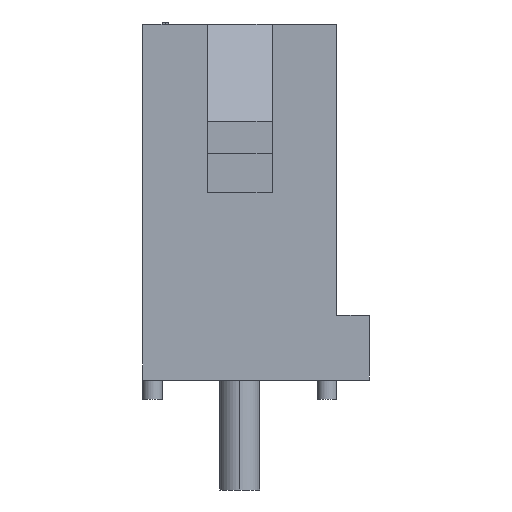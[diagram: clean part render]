
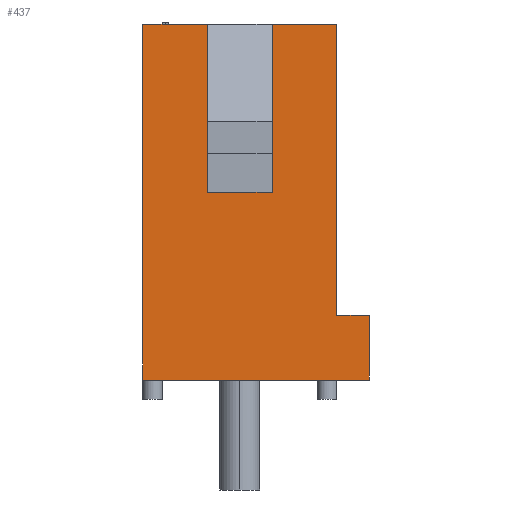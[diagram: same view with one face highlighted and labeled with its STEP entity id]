
A CAD part, left-side view. The second image highlights one B-rep face of the part: STEP entity #437.
In plain terms, the highlighted planar face has unit normal (-1, 0, 0).
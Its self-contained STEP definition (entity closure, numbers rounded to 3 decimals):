
#83=CARTESIAN_POINT('',(-3.81,-3.81,14.732));
#84=VERTEX_POINT('',#83);
#131=CARTESIAN_POINT('',(-3.81,3.81,14.732));
#132=VERTEX_POINT('',#131);
#139=CARTESIAN_POINT('',(-3.81,1.27,14.732));
#140=VERTEX_POINT('',#139);
#141=CARTESIAN_POINT('',(-3.81,1.27,14.732));
#142=DIRECTION('',(0.0,1.0,0.0));
#143=VECTOR('',#142,2.54);
#144=LINE('',#141,#143);
#145=EDGE_CURVE('',#140,#132,#144,.T.);
#163=CARTESIAN_POINT('',(-3.81,-1.27,14.732));
#164=VERTEX_POINT('',#163);
#171=CARTESIAN_POINT('',(-3.81,-3.81,14.732));
#172=DIRECTION('',(0.0,1.0,0.0));
#173=VECTOR('',#172,2.54);
#174=LINE('',#171,#173);
#175=EDGE_CURVE('',#84,#164,#174,.T.);
#368=CARTESIAN_POINT('',(-3.81,-5.524,0.063));
#369=DIRECTION('',(-1.0,0.0,0.0));
#370=DIRECTION('',(0.0,0.0,1.0));
#371=AXIS2_PLACEMENT_3D('',#368,#369,#370);
#372=PLANE('',#371);
#373=ORIENTED_EDGE('',*,*,#175,.T.);
#374=CARTESIAN_POINT('',(-3.81,-1.27,8.128));
#375=VERTEX_POINT('',#374);
#376=CARTESIAN_POINT('',(-3.81,-1.27,14.732));
#377=DIRECTION('',(0.0,0.0,-1.0));
#378=VECTOR('',#377,6.604);
#379=LINE('',#376,#378);
#380=EDGE_CURVE('',#164,#375,#379,.T.);
#381=ORIENTED_EDGE('',*,*,#380,.T.);
#382=CARTESIAN_POINT('',(-3.81,1.27,8.128));
#383=VERTEX_POINT('',#382);
#384=CARTESIAN_POINT('',(-3.81,-1.27,8.128));
#385=DIRECTION('',(0.0,1.0,0.0));
#386=VECTOR('',#385,2.54);
#387=LINE('',#384,#386);
#388=EDGE_CURVE('',#375,#383,#387,.T.);
#389=ORIENTED_EDGE('',*,*,#388,.T.);
#390=CARTESIAN_POINT('',(-3.81,1.27,14.732));
#391=DIRECTION('',(0.0,0.0,-1.0));
#392=VECTOR('',#391,6.604);
#393=LINE('',#390,#392);
#394=EDGE_CURVE('',#140,#383,#393,.T.);
#395=ORIENTED_EDGE('',*,*,#394,.F.);
#396=ORIENTED_EDGE('',*,*,#145,.T.);
#397=CARTESIAN_POINT('',(-3.81,3.81,0.762));
#398=VERTEX_POINT('',#397);
#399=CARTESIAN_POINT('',(-3.81,3.81,14.732));
#400=DIRECTION('',(0.0,0.0,-1.0));
#401=VECTOR('',#400,13.97);
#402=LINE('',#399,#401);
#403=EDGE_CURVE('',#132,#398,#402,.T.);
#404=ORIENTED_EDGE('',*,*,#403,.T.);
#405=CARTESIAN_POINT('',(-3.81,-5.08,0.762));
#406=VERTEX_POINT('',#405);
#407=CARTESIAN_POINT('',(-3.81,-5.08,0.762));
#408=DIRECTION('',(0.0,1.0,0.0));
#409=VECTOR('',#408,8.89);
#410=LINE('',#407,#409);
#411=EDGE_CURVE('',#406,#398,#410,.T.);
#412=ORIENTED_EDGE('',*,*,#411,.F.);
#413=CARTESIAN_POINT('',(-3.81,-5.08,3.302));
#414=VERTEX_POINT('',#413);
#415=CARTESIAN_POINT('',(-3.81,-5.08,0.762));
#416=DIRECTION('',(0.0,0.0,1.0));
#417=VECTOR('',#416,2.54);
#418=LINE('',#415,#417);
#419=EDGE_CURVE('',#406,#414,#418,.T.);
#420=ORIENTED_EDGE('',*,*,#419,.T.);
#421=CARTESIAN_POINT('',(-3.81,-3.81,3.302));
#422=VERTEX_POINT('',#421);
#423=CARTESIAN_POINT('',(-3.81,-3.81,3.302));
#424=DIRECTION('',(0.0,-1.0,0.0));
#425=VECTOR('',#424,1.27);
#426=LINE('',#423,#425);
#427=EDGE_CURVE('',#422,#414,#426,.T.);
#428=ORIENTED_EDGE('',*,*,#427,.F.);
#429=CARTESIAN_POINT('',(-3.81,-3.81,14.732));
#430=DIRECTION('',(0.0,0.0,-1.0));
#431=VECTOR('',#430,11.43);
#432=LINE('',#429,#431);
#433=EDGE_CURVE('',#84,#422,#432,.T.);
#434=ORIENTED_EDGE('',*,*,#433,.F.);
#435=EDGE_LOOP('',(#373,#381,#389,#395,#396,#404,#412,#420,#428,#434));
#436=FACE_OUTER_BOUND('',#435,.T.);
#437=ADVANCED_FACE('',(#436),#372,.T.);
